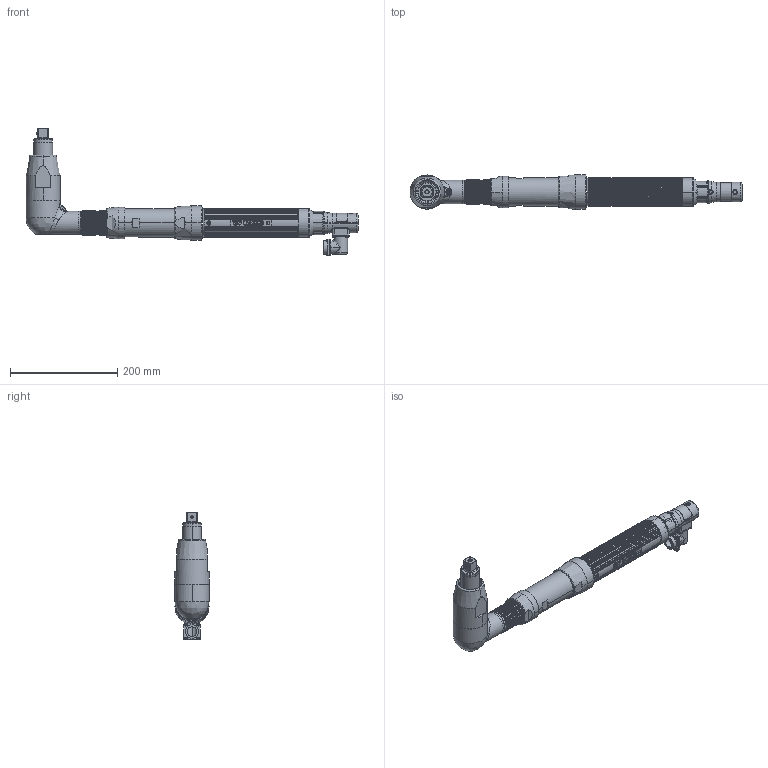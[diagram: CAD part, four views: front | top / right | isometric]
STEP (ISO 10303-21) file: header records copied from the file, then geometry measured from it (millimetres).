
FILE_DESCRIPTION((''),'2;1');
FILE_NAME('EB55MA32F1-400','2012-08-21T',('EJF1116'),(''),'PRO/ENGINEER BY PARAMETRIC TECHNOLOGY CORPORATION, 2010430','PRO/ENGINEER BY PARAMETRIC TECHNOLOGY CORPORATION, 2010430','');
FILE_SCHEMA(('CONFIG_CONTROL_DESIGN'));
Length unit declared in the file: inch
Products named in the file (1): EB55MA32F1-400
Bounding box: 617.93 x 63.5 x 237.81 mm (x, y, z)
Surface area: 200742.6 mm2 (no closed solid volume)
Topology: 0 solids, 131 shells, 713 faces, 4057 edges, 3357 vertices
Faces by surface type: cylinder 366, plane 158, torus 89, cone 50, bspline 48, extrusion 2
Entity records: 50529 total; most frequent: CARTESIAN_POINT 22078, DIRECTION 5268, ORIENTED_EDGE 5033, EDGE_CURVE 4057, VERTEX_POINT 3357, VECTOR 1814, LINE 1812, AXIS2_PLACEMENT_3D 1727
